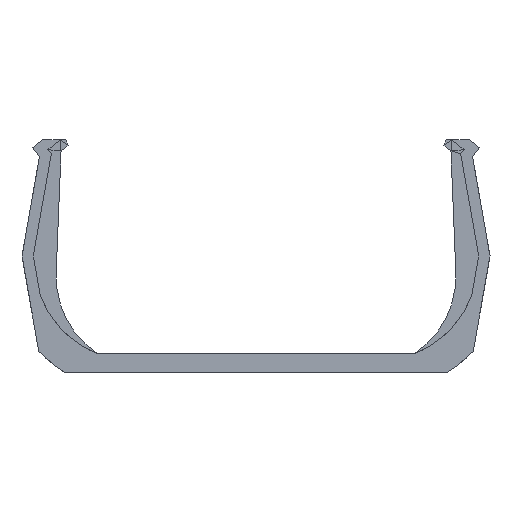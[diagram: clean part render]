
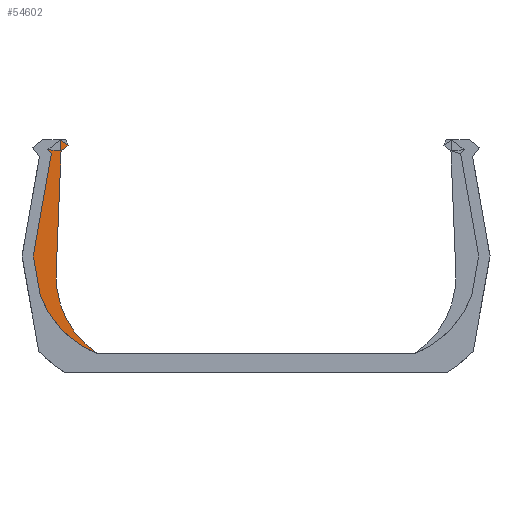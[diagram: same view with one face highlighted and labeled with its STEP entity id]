
A CAD part, front view. The second image highlights one B-rep face of the part: STEP entity #54602.
In plain terms, the highlighted planar face has unit normal (0, -1, 0).
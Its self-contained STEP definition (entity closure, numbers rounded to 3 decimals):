
#524=PLANE('',#59506);
#4801=FACE_OUTER_BOUND('',#9086,.T.);
#9086=EDGE_LOOP('',(#40724,#40725,#40726,#40727,#40728,#40729,#40730,#40731,
#40732,#40733,#40734,#40735));
#13696=LINE('',#82855,#20801);
#14046=LINE('',#83558,#21151);
#14047=LINE('',#83560,#21152);
#14048=LINE('',#83562,#21153);
#14049=LINE('',#83564,#21154);
#14050=LINE('',#83566,#21155);
#14051=LINE('',#83568,#21156);
#14052=LINE('',#83570,#21157);
#14053=LINE('',#83571,#21158);
#20801=VECTOR('',#65604,10.);
#21151=VECTOR('',#66118,10.);
#21152=VECTOR('',#66119,10.);
#21153=VECTOR('',#66120,10.);
#21154=VECTOR('',#66121,10.);
#21155=VECTOR('',#66122,10.);
#21156=VECTOR('',#66123,10.);
#21157=VECTOR('',#66124,10.);
#21158=VECTOR('',#66125,10.);
#27521=CIRCLE('',#59116,10.);
#27522=CIRCLE('',#59118,10.99);
#27523=CIRCLE('',#59119,10.99);
#27726=VERTEX_POINT('',#80791);
#28208=VERTEX_POINT('',#81859);
#28209=VERTEX_POINT('',#81863);
#28210=VERTEX_POINT('',#81865);
#28656=VERTEX_POINT('',#82853);
#28927=VERTEX_POINT('',#83557);
#28928=VERTEX_POINT('',#83559);
#28929=VERTEX_POINT('',#83561);
#28930=VERTEX_POINT('',#83563);
#28931=VERTEX_POINT('',#83565);
#28932=VERTEX_POINT('',#83567);
#28933=VERTEX_POINT('',#83569);
#31745=EDGE_CURVE('',#27726,#28208,#27521,.F.);
#31746=EDGE_CURVE('',#27726,#28209,#27522,.T.);
#31747=EDGE_CURVE('',#28209,#28210,#27523,.T.);
#32242=EDGE_CURVE('',#28208,#28656,#13696,.T.);
#32593=EDGE_CURVE('',#28656,#28927,#14046,.T.);
#32594=EDGE_CURVE('',#28928,#28927,#14047,.T.);
#32595=EDGE_CURVE('',#28928,#28929,#14048,.T.);
#32596=EDGE_CURVE('',#28930,#28929,#14049,.T.);
#32597=EDGE_CURVE('',#28930,#28931,#14050,.T.);
#32598=EDGE_CURVE('',#28932,#28931,#14051,.T.);
#32599=EDGE_CURVE('',#28933,#28932,#14052,.T.);
#32600=EDGE_CURVE('',#28210,#28933,#14053,.T.);
#40724=ORIENTED_EDGE('',*,*,#32242,.T.);
#40725=ORIENTED_EDGE('',*,*,#32593,.T.);
#40726=ORIENTED_EDGE('',*,*,#32594,.F.);
#40727=ORIENTED_EDGE('',*,*,#32595,.T.);
#40728=ORIENTED_EDGE('',*,*,#32596,.F.);
#40729=ORIENTED_EDGE('',*,*,#32597,.T.);
#40730=ORIENTED_EDGE('',*,*,#32598,.F.);
#40731=ORIENTED_EDGE('',*,*,#32599,.F.);
#40732=ORIENTED_EDGE('',*,*,#32600,.F.);
#40733=ORIENTED_EDGE('',*,*,#31747,.F.);
#40734=ORIENTED_EDGE('',*,*,#31746,.F.);
#40735=ORIENTED_EDGE('',*,*,#31745,.T.);
#54602=ADVANCED_FACE('',(#4801),#524,.T.);
#59116=AXIS2_PLACEMENT_3D('',#81861,#64749,#64750);
#59118=AXIS2_PLACEMENT_3D('',#81864,#64753,#64754);
#59119=AXIS2_PLACEMENT_3D('',#81866,#64755,#64756);
#59506=AXIS2_PLACEMENT_3D('',#83556,#66116,#66117);
#64749=DIRECTION('center_axis',(0.,-1.,0.));
#64750=DIRECTION('ref_axis',(-0.557,0.,-0.83));
#64753=DIRECTION('center_axis',(0.,1.,0.));
#64754=DIRECTION('ref_axis',(-1.,0.,0.028));
#64755=DIRECTION('center_axis',(0.,1.,0.));
#64756=DIRECTION('ref_axis',(-1.,0.,0.028));
#65604=DIRECTION('',(0.04,0.,0.999));
#66116=DIRECTION('center_axis',(0.,-1.,0.));
#66117=DIRECTION('ref_axis',(1.,0.,0.));
#66118=DIRECTION('',(0.174,0.,0.985));
#66119=DIRECTION('',(-0.781,0.,-0.625));
#66120=DIRECTION('',(-0.795,0.,0.606));
#66121=DIRECTION('',(-0.056,0.,0.998));
#66122=DIRECTION('',(-0.994,0.,0.11));
#66123=DIRECTION('',(-0.625,0.,0.781));
#66124=DIRECTION('',(0.174,0.,0.985));
#66125=DIRECTION('',(-0.174,0.,0.985));
#80791=CARTESIAN_POINT('',(-54.384,3.,-136.));
#81859=CARTESIAN_POINT('',(-58.802,3.,-127.298));
#81861=CARTESIAN_POINT('Origin',(-48.81,3.,-127.698));
#81863=CARTESIAN_POINT('',(-59.009,3.,-132.472));
#81864=CARTESIAN_POINT('Origin',(-50.268,3.,-125.81));
#81865=CARTESIAN_POINT('',(-60.485,3.,-129.859));
#81866=CARTESIAN_POINT('Origin',(-50.268,3.,-125.81));
#82853=CARTESIAN_POINT('',(-58.286,3.,-114.429));
#82855=CARTESIAN_POINT('',(-58.278,3.,-114.225));
#83556=CARTESIAN_POINT('Origin',(-59.262,3.,-123.45));
#83557=CARTESIAN_POINT('',(-58.246,3.,-114.199));
#83558=CARTESIAN_POINT('',(-58.334,3.,-114.699));
#83559=CARTESIAN_POINT('',(-57.527,3.,-113.625));
#83560=CARTESIAN_POINT('',(-57.527,3.,-113.625));
#83561=CARTESIAN_POINT('',(-58.347,3.,-113.));
#83562=CARTESIAN_POINT('',(-57.527,3.,-113.625));
#83563=CARTESIAN_POINT('',(-58.278,3.,-114.225));
#83564=CARTESIAN_POINT('',(-58.278,3.,-114.225));
#83565=CARTESIAN_POINT('',(-59.684,3.,-114.069));
#83566=CARTESIAN_POINT('',(-58.278,3.,-114.225));
#83567=CARTESIAN_POINT('',(-59.319,3.,-114.525));
#83568=CARTESIAN_POINT('',(-59.319,3.,-114.525));
#83569=CARTESIAN_POINT('',(-61.254,3.,-125.5));
#83570=CARTESIAN_POINT('',(-59.277,3.,-114.291));
#83571=CARTESIAN_POINT('',(-62.173,3.,-120.287));
